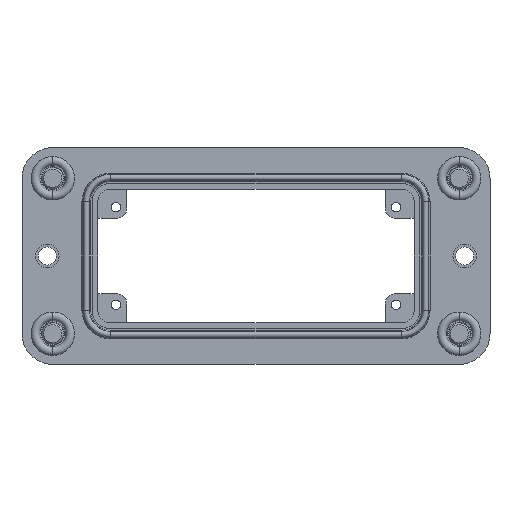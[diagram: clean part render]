
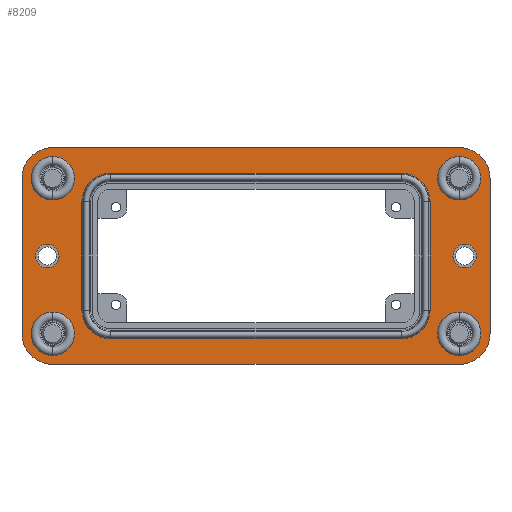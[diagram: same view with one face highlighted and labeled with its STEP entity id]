
A CAD part, front view. The second image highlights one B-rep face of the part: STEP entity #8209.
In plain terms, the highlighted planar face has unit normal (0, -1, 0).
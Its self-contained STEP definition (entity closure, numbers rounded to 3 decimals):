
#1011=CARTESIAN_POINT('',(56.25,-8.,-21.5));
#1012=DIRECTION('',(0.,1.,0.));
#1013=DIRECTION('',(1.,0.,0.));
#1014=AXIS2_PLACEMENT_3D('',#1011,#1012,#1013);
#1016=DIRECTION('',(-1.,0.,0.));
#1017=VECTOR('',#1016,112.5);
#1018=CARTESIAN_POINT('',(56.25,-8.,-30.));
#1019=LINE('',#1018,#1017);
#1020=CARTESIAN_POINT('',(-56.25,-8.,-21.5));
#1021=DIRECTION('',(0.,1.,0.));
#1022=DIRECTION('',(0.,0.,-1.));
#1023=AXIS2_PLACEMENT_3D('',#1020,#1021,#1022);
#1025=DIRECTION('',(0.,0.,1.));
#1026=VECTOR('',#1025,43.);
#1027=CARTESIAN_POINT('',(-64.75,-8.,-21.5));
#1028=LINE('',#1027,#1026);
#1029=CARTESIAN_POINT('',(-56.25,-8.,21.5));
#1030=DIRECTION('',(0.,1.,0.));
#1031=DIRECTION('',(-1.,0.,0.));
#1032=AXIS2_PLACEMENT_3D('',#1029,#1030,#1031);
#1034=DIRECTION('',(1.,0.,0.));
#1035=VECTOR('',#1034,112.5);
#1036=CARTESIAN_POINT('',(-56.25,-8.,30.));
#1037=LINE('',#1036,#1035);
#1038=CARTESIAN_POINT('',(56.25,-8.,21.5));
#1039=DIRECTION('',(0.,1.,0.));
#1040=DIRECTION('',(0.,0.,1.));
#1041=AXIS2_PLACEMENT_3D('',#1038,#1039,#1040);
#1043=DIRECTION('',(0.,0.,-1.));
#1044=VECTOR('',#1043,43.);
#1045=CARTESIAN_POINT('',(64.75,-8.,21.5));
#1046=LINE('',#1045,#1044);
#1047=CARTESIAN_POINT('',(-56.25,-8.,21.5));
#1048=DIRECTION('',(0.,-1.,0.));
#1049=DIRECTION('',(0.,0.,1.));
#1050=AXIS2_PLACEMENT_3D('',#1047,#1048,#1049);
#1052=CARTESIAN_POINT('',(-56.25,-8.,21.5));
#1053=DIRECTION('',(0.,-1.,0.));
#1054=DIRECTION('',(0.,0.,-1.));
#1055=AXIS2_PLACEMENT_3D('',#1052,#1053,#1054);
#1057=CARTESIAN_POINT('',(56.25,-8.,21.5));
#1058=DIRECTION('',(0.,-1.,0.));
#1059=DIRECTION('',(0.,0.,-1.));
#1060=AXIS2_PLACEMENT_3D('',#1057,#1058,#1059);
#1062=CARTESIAN_POINT('',(56.25,-8.,21.5));
#1063=DIRECTION('',(0.,-1.,0.));
#1064=DIRECTION('',(0.,0.,1.));
#1065=AXIS2_PLACEMENT_3D('',#1062,#1063,#1064);
#1067=DIRECTION('',(0.,0.,-1.));
#1068=VECTOR('',#1067,30.);
#1069=CARTESIAN_POINT('',(-48.15,-8.,15.));
#1070=LINE('',#1069,#1068);
#1071=CARTESIAN_POINT('',(-40.25,-8.,-15.));
#1072=DIRECTION('',(0.,-1.,0.));
#1073=DIRECTION('',(-1.,0.,0.));
#1074=AXIS2_PLACEMENT_3D('',#1071,#1072,#1073);
#1076=DIRECTION('',(1.,0.,0.));
#1077=VECTOR('',#1076,80.5);
#1078=CARTESIAN_POINT('',(-40.25,-8.,-22.9));
#1079=LINE('',#1078,#1077);
#1080=CARTESIAN_POINT('',(40.25,-8.,-15.));
#1081=DIRECTION('',(0.,-1.,0.));
#1082=DIRECTION('',(0.,0.,-1.));
#1083=AXIS2_PLACEMENT_3D('',#1080,#1081,#1082);
#1085=DIRECTION('',(0.,0.,1.));
#1086=VECTOR('',#1085,30.);
#1087=CARTESIAN_POINT('',(48.15,-8.,-15.));
#1088=LINE('',#1087,#1086);
#1089=CARTESIAN_POINT('',(40.25,-8.,15.));
#1090=DIRECTION('',(0.,-1.,0.));
#1091=DIRECTION('',(1.,0.,0.));
#1092=AXIS2_PLACEMENT_3D('',#1089,#1090,#1091);
#1094=DIRECTION('',(-1.,0.,0.));
#1095=VECTOR('',#1094,80.5);
#1096=CARTESIAN_POINT('',(40.25,-8.,22.9));
#1097=LINE('',#1096,#1095);
#1098=CARTESIAN_POINT('',(-40.25,-8.,15.));
#1099=DIRECTION('',(0.,-1.,0.));
#1100=DIRECTION('',(0.,0.,1.));
#1101=AXIS2_PLACEMENT_3D('',#1098,#1099,#1100);
#1103=CARTESIAN_POINT('',(-57.75,-8.,0.));
#1104=DIRECTION('',(0.,-1.,0.));
#1105=DIRECTION('',(0.,0.,1.));
#1106=AXIS2_PLACEMENT_3D('',#1103,#1104,#1105);
#1108=CARTESIAN_POINT('',(-57.75,-8.,0.));
#1109=DIRECTION('',(0.,-1.,0.));
#1110=DIRECTION('',(0.,0.,-1.));
#1111=AXIS2_PLACEMENT_3D('',#1108,#1109,#1110);
#1113=CARTESIAN_POINT('',(57.75,-8.,0.));
#1114=DIRECTION('',(0.,-1.,0.));
#1115=DIRECTION('',(0.,0.,-1.));
#1116=AXIS2_PLACEMENT_3D('',#1113,#1114,#1115);
#1118=CARTESIAN_POINT('',(57.75,-8.,0.));
#1119=DIRECTION('',(0.,-1.,0.));
#1120=DIRECTION('',(0.,0.,1.));
#1121=AXIS2_PLACEMENT_3D('',#1118,#1119,#1120);
#1123=CARTESIAN_POINT('',(-56.25,-8.,-21.5));
#1124=DIRECTION('',(0.,-1.,0.));
#1125=DIRECTION('',(0.,0.,-1.));
#1126=AXIS2_PLACEMENT_3D('',#1123,#1124,#1125);
#1128=CARTESIAN_POINT('',(-56.25,-8.,-21.5));
#1129=DIRECTION('',(0.,-1.,0.));
#1130=DIRECTION('',(0.,0.,1.));
#1131=AXIS2_PLACEMENT_3D('',#1128,#1129,#1130);
#1133=CARTESIAN_POINT('',(56.25,-8.,-21.5));
#1134=DIRECTION('',(0.,-1.,0.));
#1135=DIRECTION('',(0.,0.,1.));
#1136=AXIS2_PLACEMENT_3D('',#1133,#1134,#1135);
#1138=CARTESIAN_POINT('',(56.25,-8.,-21.5));
#1139=DIRECTION('',(0.,-1.,0.));
#1140=DIRECTION('',(0.,0.,-1.));
#1141=AXIS2_PLACEMENT_3D('',#1138,#1139,#1140);
#5465=CARTESIAN_POINT('',(-56.25,-8.,15.5));
#5466=VERTEX_POINT('',#5465);
#5467=CARTESIAN_POINT('',(-56.25,-8.,27.5));
#5468=VERTEX_POINT('',#5467);
#5469=CARTESIAN_POINT('',(64.75,-8.,-21.5));
#5470=CARTESIAN_POINT('',(56.25,-8.,-30.));
#5471=VERTEX_POINT('',#5469);
#5472=VERTEX_POINT('',#5470);
#5473=CARTESIAN_POINT('',(-56.25,-8.,-30.));
#5474=VERTEX_POINT('',#5473);
#5475=CARTESIAN_POINT('',(-64.75,-8.,-21.5));
#5476=VERTEX_POINT('',#5475);
#5477=CARTESIAN_POINT('',(-64.75,-8.,21.5));
#5478=VERTEX_POINT('',#5477);
#5479=CARTESIAN_POINT('',(-56.25,-8.,30.));
#5480=VERTEX_POINT('',#5479);
#5481=CARTESIAN_POINT('',(56.25,-8.,30.));
#5482=VERTEX_POINT('',#5481);
#5483=CARTESIAN_POINT('',(64.75,-8.,21.5));
#5484=VERTEX_POINT('',#5483);
#5485=CARTESIAN_POINT('',(56.25,-8.,15.5));
#5486=CARTESIAN_POINT('',(56.25,-8.,27.5));
#5487=VERTEX_POINT('',#5485);
#5488=VERTEX_POINT('',#5486);
#5489=CARTESIAN_POINT('',(-48.15,-8.,15.));
#5490=CARTESIAN_POINT('',(-48.15,-8.,-15.));
#5491=VERTEX_POINT('',#5489);
#5492=VERTEX_POINT('',#5490);
#5493=CARTESIAN_POINT('',(-40.25,-8.,-22.9));
#5494=VERTEX_POINT('',#5493);
#5495=CARTESIAN_POINT('',(40.25,-8.,-22.9));
#5496=VERTEX_POINT('',#5495);
#5497=CARTESIAN_POINT('',(48.15,-8.,-15.));
#5498=VERTEX_POINT('',#5497);
#5499=CARTESIAN_POINT('',(48.15,-8.,15.));
#5500=VERTEX_POINT('',#5499);
#5501=CARTESIAN_POINT('',(40.25,-8.,22.9));
#5502=VERTEX_POINT('',#5501);
#5503=CARTESIAN_POINT('',(-40.25,-8.,22.9));
#5504=VERTEX_POINT('',#5503);
#5505=CARTESIAN_POINT('',(-57.75,-8.,3.25));
#5506=CARTESIAN_POINT('',(-57.75,-8.,-3.25));
#5507=VERTEX_POINT('',#5505);
#5508=VERTEX_POINT('',#5506);
#5509=CARTESIAN_POINT('',(57.75,-8.,-3.25));
#5510=CARTESIAN_POINT('',(57.75,-8.,3.25));
#5511=VERTEX_POINT('',#5509);
#5512=VERTEX_POINT('',#5510);
#5513=CARTESIAN_POINT('',(-56.25,-8.,-27.5));
#5514=CARTESIAN_POINT('',(-56.25,-8.,-15.5));
#5515=VERTEX_POINT('',#5513);
#5516=VERTEX_POINT('',#5514);
#5517=CARTESIAN_POINT('',(56.25,-8.,-15.5));
#5518=CARTESIAN_POINT('',(56.25,-8.,-27.5));
#5519=VERTEX_POINT('',#5517);
#5520=VERTEX_POINT('',#5518);
#8136=CARTESIAN_POINT('',(0.,-8.,0.));
#8137=DIRECTION('',(0.,1.,0.));
#8138=DIRECTION('',(0.,0.,1.));
#8139=AXIS2_PLACEMENT_3D('',#8136,#8137,#8138);
#8140=PLANE('',#8139);
#8142=ORIENTED_EDGE('',*,*,#8141,.T.);
#8144=ORIENTED_EDGE('',*,*,#8143,.T.);
#8146=ORIENTED_EDGE('',*,*,#8145,.T.);
#8148=ORIENTED_EDGE('',*,*,#8147,.T.);
#8150=ORIENTED_EDGE('',*,*,#8149,.T.);
#8152=ORIENTED_EDGE('',*,*,#8151,.T.);
#8153=ORIENTED_EDGE('',*,*,#7837,.T.);
#8154=ORIENTED_EDGE('',*,*,#7854,.T.);
#8155=EDGE_LOOP('',(#8142,#8144,#8146,#8148,#8150,#8152,#8153,#8154));
#8156=FACE_OUTER_BOUND('',#8155,.F.);
#8158=ORIENTED_EDGE('',*,*,#8157,.T.);
#8160=ORIENTED_EDGE('',*,*,#8159,.T.);
#8161=EDGE_LOOP('',(#8158,#8160));
#8162=FACE_BOUND('',#8161,.F.);
#8164=ORIENTED_EDGE('',*,*,#8163,.T.);
#8166=ORIENTED_EDGE('',*,*,#8165,.T.);
#8167=EDGE_LOOP('',(#8164,#8166));
#8168=FACE_BOUND('',#8167,.F.);
#8170=ORIENTED_EDGE('',*,*,#8169,.T.);
#8172=ORIENTED_EDGE('',*,*,#8171,.T.);
#8174=ORIENTED_EDGE('',*,*,#8173,.T.);
#8176=ORIENTED_EDGE('',*,*,#8175,.T.);
#8178=ORIENTED_EDGE('',*,*,#8177,.T.);
#8180=ORIENTED_EDGE('',*,*,#8179,.T.);
#8182=ORIENTED_EDGE('',*,*,#8181,.T.);
#8184=ORIENTED_EDGE('',*,*,#8183,.T.);
#8185=EDGE_LOOP('',(#8170,#8172,#8174,#8176,#8178,#8180,#8182,#8184));
#8186=FACE_BOUND('',#8185,.F.);
#8188=ORIENTED_EDGE('',*,*,#8187,.T.);
#8190=ORIENTED_EDGE('',*,*,#8189,.T.);
#8191=EDGE_LOOP('',(#8188,#8190));
#8192=FACE_BOUND('',#8191,.F.);
#8193=ORIENTED_EDGE('',*,*,#8115,.T.);
#8194=ORIENTED_EDGE('',*,*,#8130,.T.);
#8195=EDGE_LOOP('',(#8193,#8194));
#8196=FACE_BOUND('',#8195,.F.);
#8198=ORIENTED_EDGE('',*,*,#8197,.T.);
#8200=ORIENTED_EDGE('',*,*,#8199,.T.);
#8201=EDGE_LOOP('',(#8198,#8200));
#8202=FACE_BOUND('',#8201,.F.);
#8204=ORIENTED_EDGE('',*,*,#8203,.T.);
#8206=ORIENTED_EDGE('',*,*,#8205,.T.);
#8207=EDGE_LOOP('',(#8204,#8206));
#8208=FACE_BOUND('',#8207,.F.);
#8209=ADVANCED_FACE('',(#8156,#8162,#8168,#8186,#8192,#8196,#8202,#8208),#8140,
.F.);
#1015=CIRCLE('',#1014,8.5);
#1024=CIRCLE('',#1023,8.5);
#1033=CIRCLE('',#1032,8.5);
#1042=CIRCLE('',#1041,8.5);
#1051=CIRCLE('',#1050,6.);
#1056=CIRCLE('',#1055,6.);
#1061=CIRCLE('',#1060,6.);
#1066=CIRCLE('',#1065,6.);
#1075=CIRCLE('',#1074,7.9);
#1084=CIRCLE('',#1083,7.9);
#1093=CIRCLE('',#1092,7.9);
#1102=CIRCLE('',#1101,7.9);
#1107=CIRCLE('',#1106,3.25);
#1112=CIRCLE('',#1111,3.25);
#1117=CIRCLE('',#1116,3.25);
#1122=CIRCLE('',#1121,3.25);
#1127=CIRCLE('',#1126,6.);
#1132=CIRCLE('',#1131,6.);
#1137=CIRCLE('',#1136,6.);
#1142=CIRCLE('',#1141,6.);
#7837=EDGE_CURVE('',#5482,#5484,#1042,.T.);
#7854=EDGE_CURVE('',#5484,#5471,#1046,.T.);
#8115=EDGE_CURVE('',#5511,#5512,#1117,.T.);
#8130=EDGE_CURVE('',#5512,#5511,#1122,.T.);
#8141=EDGE_CURVE('',#5471,#5472,#1015,.T.);
#8143=EDGE_CURVE('',#5472,#5474,#1019,.T.);
#8145=EDGE_CURVE('',#5474,#5476,#1024,.T.);
#8147=EDGE_CURVE('',#5476,#5478,#1028,.T.);
#8149=EDGE_CURVE('',#5478,#5480,#1033,.T.);
#8151=EDGE_CURVE('',#5480,#5482,#1037,.T.);
#8157=EDGE_CURVE('',#5468,#5466,#1051,.T.);
#8159=EDGE_CURVE('',#5466,#5468,#1056,.T.);
#8163=EDGE_CURVE('',#5487,#5488,#1061,.T.);
#8165=EDGE_CURVE('',#5488,#5487,#1066,.T.);
#8169=EDGE_CURVE('',#5491,#5492,#1070,.T.);
#8171=EDGE_CURVE('',#5492,#5494,#1075,.T.);
#8173=EDGE_CURVE('',#5494,#5496,#1079,.T.);
#8175=EDGE_CURVE('',#5496,#5498,#1084,.T.);
#8177=EDGE_CURVE('',#5498,#5500,#1088,.T.);
#8179=EDGE_CURVE('',#5500,#5502,#1093,.T.);
#8181=EDGE_CURVE('',#5502,#5504,#1097,.T.);
#8183=EDGE_CURVE('',#5504,#5491,#1102,.T.);
#8187=EDGE_CURVE('',#5507,#5508,#1107,.T.);
#8189=EDGE_CURVE('',#5508,#5507,#1112,.T.);
#8197=EDGE_CURVE('',#5515,#5516,#1127,.T.);
#8199=EDGE_CURVE('',#5516,#5515,#1132,.T.);
#8203=EDGE_CURVE('',#5519,#5520,#1137,.T.);
#8205=EDGE_CURVE('',#5520,#5519,#1142,.T.);
